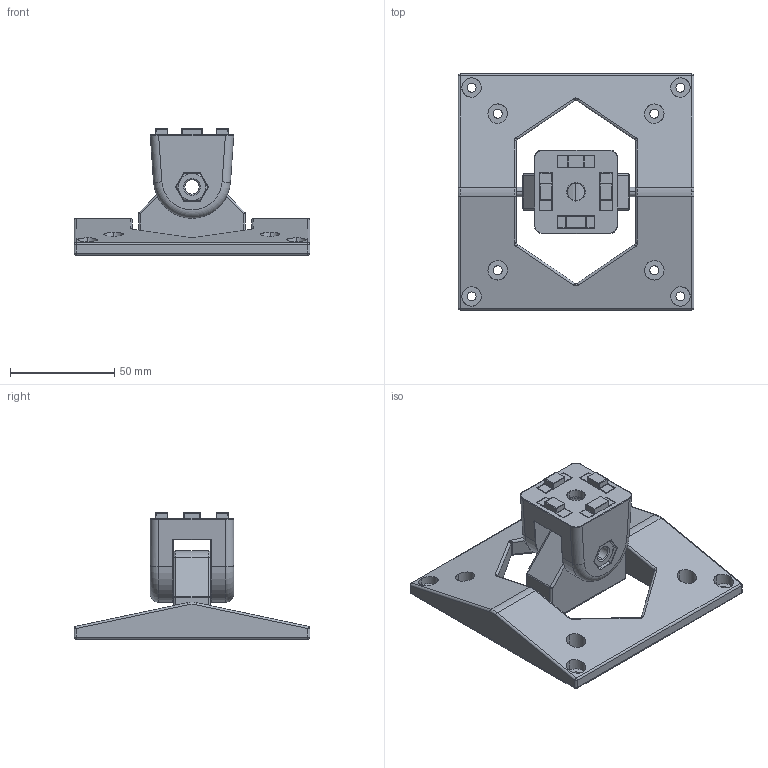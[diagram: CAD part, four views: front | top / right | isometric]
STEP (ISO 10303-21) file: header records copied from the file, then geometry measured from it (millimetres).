
FILE_DESCRIPTION((''),'2;1');
FILE_NAME('12199_NOSILEC_MONITORJA','2022-09-19T08:26:25',('PredragRovcanin'),('Audax d.o.o.'),'CREO PARAMETRIC BY PTC INC, 2020281','CREO PARAMETRIC BY PTC INC, 2020281','');
FILE_SCHEMA(('AP242_MANAGED_MODEL_BASED_3D_ENGINEERING_MIM_LF { 1 0 10303 442 1 1 4 }'));
Length unit declared in the file: millimetre
Products named in the file (1): 12199_NOSILEC_MONITORJA
Bounding box: 113 x 113 x 60.64 mm (x, y, z)
Volume: 154424.7 mm3; surface area: 46387.5 mm2
Topology: 2 solids, 2 shells, 1020 faces, 2572 edges, 1461 vertices
Faces by surface type: cylinder 413, plane 260, cone 102, sphere 87, torus 84, bspline 74
Entity records: 46539 total; most frequent: CARTESIAN_POINT 15234, ORIENTED_EDGE 4936, DIRECTION 4569, PRESENTATION_STYLE_ASSIGNMENT 2545, STYLED_ITEM 2480, CURVE_STYLE 2478, EDGE_CURVE 2468, AXIS2_PLACEMENT_3D 1829
